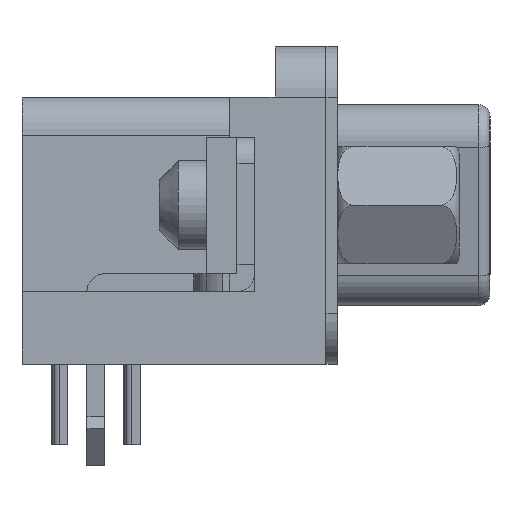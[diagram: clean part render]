
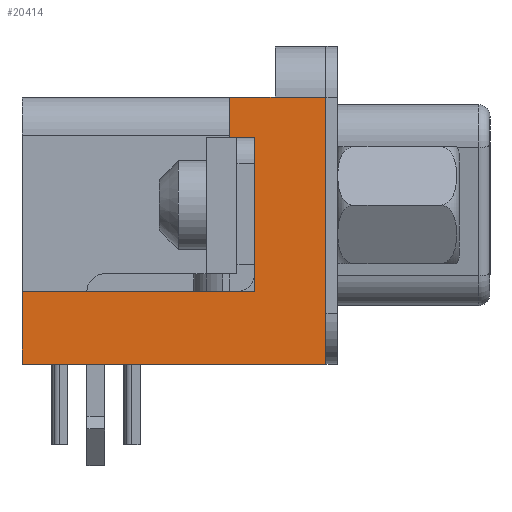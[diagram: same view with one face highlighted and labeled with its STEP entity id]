
A CAD part, left-side view. The second image highlights one B-rep face of the part: STEP entity #20414.
In plain terms, the highlighted planar face has unit normal (-1, 0, 0).
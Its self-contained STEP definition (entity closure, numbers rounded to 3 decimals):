
#1171=LINE('',#30458,#3723);
#1185=LINE('',#30493,#3737);
#1193=LINE('',#30513,#3745);
#1201=LINE('',#30536,#3753);
#1202=LINE('',#30538,#3754);
#1203=LINE('',#30540,#3755);
#1204=LINE('',#30542,#3756);
#1205=LINE('',#30543,#3757);
#1206=LINE('',#30545,#3758);
#3723=VECTOR('',#24307,1000.);
#3737=VECTOR('',#24329,1000.);
#3745=VECTOR('',#24345,1000.);
#3753=VECTOR('',#24365,1000.);
#3754=VECTOR('',#24366,1000.);
#3755=VECTOR('',#24367,1000.);
#3756=VECTOR('',#24368,1000.);
#3757=VECTOR('',#24369,1000.);
#3758=VECTOR('',#24370,1000.);
#6478=ORIENTED_EDGE('',*,*,#12218,.T.);
#6479=ORIENTED_EDGE('',*,*,#12257,.T.);
#6480=ORIENTED_EDGE('',*,*,#12258,.T.);
#6481=ORIENTED_EDGE('',*,*,#12259,.T.);
#6482=ORIENTED_EDGE('',*,*,#12260,.F.);
#6483=ORIENTED_EDGE('',*,*,#12235,.T.);
#6484=ORIENTED_EDGE('',*,*,#12261,.T.);
#6485=ORIENTED_EDGE('',*,*,#12262,.T.);
#6486=ORIENTED_EDGE('',*,*,#12246,.T.);
#12218=EDGE_CURVE('',#15072,#15071,#1171,.T.);
#12235=EDGE_CURVE('',#15086,#15088,#1185,.T.);
#12246=EDGE_CURVE('',#15097,#15072,#1193,.T.);
#12257=EDGE_CURVE('',#15071,#15106,#1201,.T.);
#12258=EDGE_CURVE('',#15106,#15107,#1202,.T.);
#12259=EDGE_CURVE('',#15107,#15108,#1203,.T.);
#12260=EDGE_CURVE('',#15086,#15108,#1204,.T.);
#12261=EDGE_CURVE('',#15088,#15109,#1205,.T.);
#12262=EDGE_CURVE('',#15109,#15097,#1206,.T.);
#15071=VERTEX_POINT('',#30457);
#15072=VERTEX_POINT('',#30459);
#15086=VERTEX_POINT('',#30488);
#15088=VERTEX_POINT('',#30492);
#15097=VERTEX_POINT('',#30514);
#15106=VERTEX_POINT('',#30537);
#15107=VERTEX_POINT('',#30539);
#15108=VERTEX_POINT('',#30541);
#15109=VERTEX_POINT('',#30544);
#16821=EDGE_LOOP('',(#6478,#6479,#6480,#6481,#6482,#6483,#6484,#6485,#6486));
#18203=FACE_BOUND('',#16821,.T.);
#19469=PLANE('',#21932);
#20414=ADVANCED_FACE('',(#18203),#19469,.T.);
#21932=AXIS2_PLACEMENT_3D('',#30535,#24363,#24364);
#24307=DIRECTION('',(0.,0.,1.));
#24329=DIRECTION('',(0.,0.,-1.));
#24345=DIRECTION('',(0.,-1.,0.));
#24363=DIRECTION('',(-1.,0.,0.));
#24364=DIRECTION('',(0.,0.,1.));
#24365=DIRECTION('',(0.,1.,0.));
#24366=DIRECTION('',(0.,1.,0.));
#24367=DIRECTION('',(0.,0.,-1.));
#24368=DIRECTION('',(0.,1.,0.));
#24369=DIRECTION('',(0.,1.,0.));
#24370=DIRECTION('',(0.,0.,-1.));
#30457=CARTESIAN_POINT('',(-34.7,-5.975,4.25));
#30458=CARTESIAN_POINT('',(-34.7,-5.975,-6.25));
#30459=CARTESIAN_POINT('',(-34.7,-5.975,-6.25));
#30488=CARTESIAN_POINT('',(-34.7,-3.175,2.65));
#30492=CARTESIAN_POINT('',(-34.7,-3.175,-3.4));
#30493=CARTESIAN_POINT('',(-34.7,-3.175,2.65));
#30513=CARTESIAN_POINT('',(-34.7,5.975,-6.25));
#30514=CARTESIAN_POINT('',(-34.7,5.975,-6.25));
#30535=CARTESIAN_POINT('',(-34.7,0.,0.));
#30536=CARTESIAN_POINT('',(-34.7,0.,4.25));
#30537=CARTESIAN_POINT('',(-34.7,-3.975,4.25));
#30538=CARTESIAN_POINT('',(-34.7,-3.975,4.25));
#30539=CARTESIAN_POINT('',(-34.7,-2.175,4.25));
#30540=CARTESIAN_POINT('',(-34.7,-2.175,4.25));
#30541=CARTESIAN_POINT('',(-34.7,-2.175,2.65));
#30542=CARTESIAN_POINT('',(-34.7,-3.175,2.65));
#30543=CARTESIAN_POINT('',(-34.7,-2.175,-3.4));
#30544=CARTESIAN_POINT('',(-34.7,5.975,-3.4));
#30545=CARTESIAN_POINT('',(-34.7,5.975,4.25));
